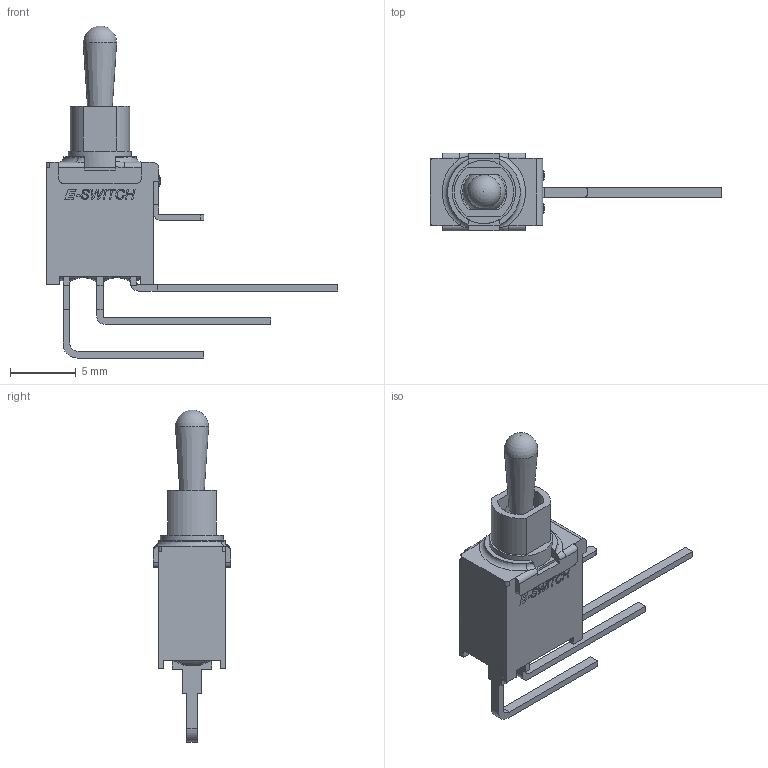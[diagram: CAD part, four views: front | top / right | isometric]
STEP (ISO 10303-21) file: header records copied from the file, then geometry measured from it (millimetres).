
FILE_DESCRIPTION((' '),'2;1');
FILE_NAME('200AWMSPxT2A1M7xE.stp','2017-07-21T11:29:11',(' '),(' '),' ','ACIS',' ');
FILE_SCHEMA(('CONFIG_CONTROL_DESIGN'));
Length unit declared in the file: inch
Products named in the file (1): 200AWMSPxT2A1M7xE.stp
Bounding box: 22.1 x 5.9 x 25.18 mm (x, y, z)
Volume: 476.7 mm3; surface area: 639.5 mm2
Topology: 1 solids, 1 shells, 266 faces, 704 edges, 453 vertices
Faces by surface type: plane 173, bspline 52, cylinder 34, cone 3, sphere 2, torus 2
Full cylindrical faces by diameter (mm): 4.8 x1
Entity records: 9737 total; most frequent: CARTESIAN_POINT 3418, ORIENTED_EDGE 1386, DIRECTION 1087, EDGE_CURVE 693, VECTOR 483, LINE 483, VERTEX_POINT 450, AXIS2_PLACEMENT_3D 302
